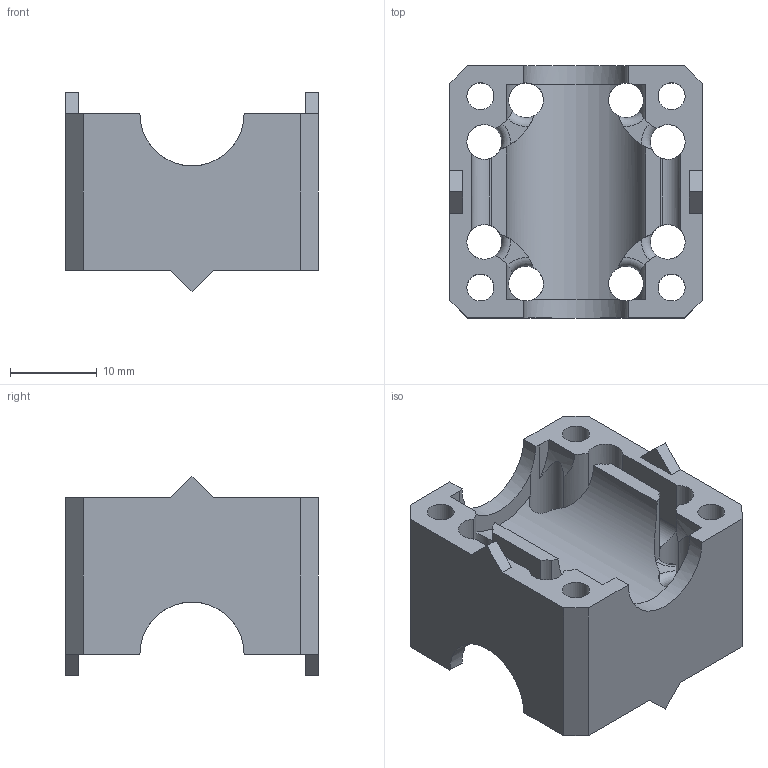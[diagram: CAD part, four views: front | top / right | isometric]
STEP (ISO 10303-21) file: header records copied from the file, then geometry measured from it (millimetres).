
FILE_DESCRIPTION((''),'2;1');
FILE_NAME('XY CARRIAGE 1.stp','2015-01-29T11:12:28',('jge'),(''),'Autodesk Inventor 2012','Autodesk Inventor 2012','');
FILE_SCHEMA(('AUTOMOTIVE_DESIGN { 1 0 10303 214 1 1 1 1 }'));
Length unit declared in the file: millimetre
Products named in the file (1): EXTRUDER MOUNT DRYLIN
Bounding box: 29 x 29 x 23 mm (x, y, z)
Volume: 6793.5 mm3; surface area: 6205.9 mm2
Topology: 1 solids, 1 shells, 126 faces, 416 edges, 276 vertices
Faces by surface type: plane 66, cylinder 52, torus 8
Full cylindrical faces by diameter (mm): 3.1 x4
Entity records: 5424 total; most frequent: CARTESIAN_POINT 1817, ORIENTED_EDGE 824, DIRECTION 686, EDGE_CURVE 412, VERTEX_POINT 276, AXIS2_PLACEMENT_3D 247, VECTOR 192, LINE 192
